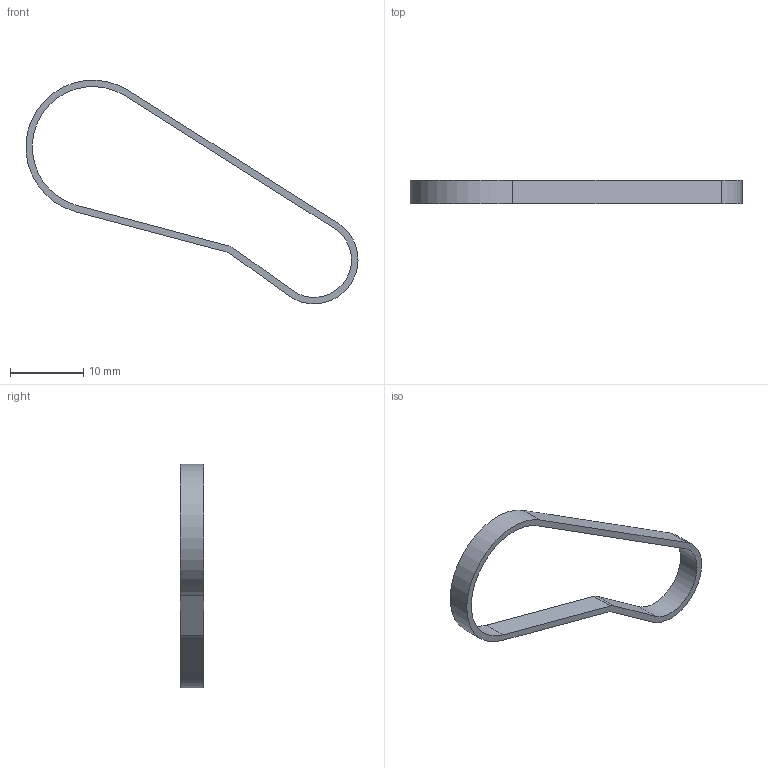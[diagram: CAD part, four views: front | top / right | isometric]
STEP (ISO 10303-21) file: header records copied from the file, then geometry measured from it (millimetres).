
FILE_DESCRIPTION((''),'2;1');
FILE_NAME('RC_IIT_010_P_110_AF0','2021-10-19T14:05:30',('silo-mech'),(''),'CREO PARAMETRIC BY PTC INC, 2020454','CREO PARAMETRIC BY PTC INC, 2020454','');
FILE_SCHEMA(('CONFIG_CONTROL_DESIGN'));
Length unit declared in the file: millimetre
Products named in the file (1): RC_IIT_010_P_110_AF0
Bounding box: 45.28 x 3.2 x 30.5 mm (x, y, z)
Volume: 320.3 mm3; surface area: 924.8 mm2
Topology: 1 solids, 1 shells, 14 faces, 36 edges, 24 vertices
Faces by surface type: plane 8, cylinder 6
Entity records: 474 total; most frequent: DIRECTION 76, CARTESIAN_POINT 74, ORIENTED_EDGE 72, EDGE_CURVE 36, AXIS2_PLACEMENT_3D 26, VECTOR 24, LINE 24, VERTEX_POINT 24
